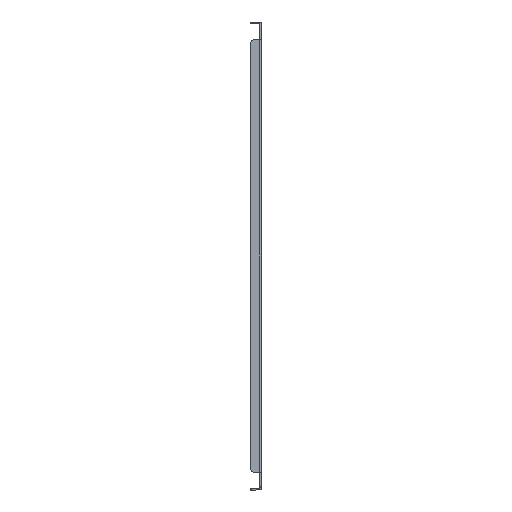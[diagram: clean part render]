
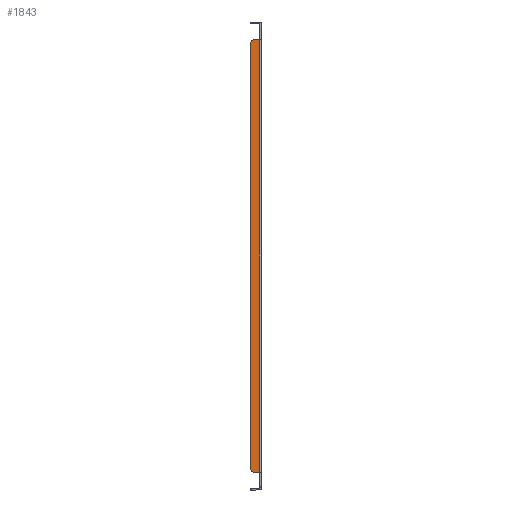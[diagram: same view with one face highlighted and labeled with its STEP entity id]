
A CAD part, left-side view. The second image highlights one B-rep face of the part: STEP entity #1843.
In plain terms, the highlighted planar face has unit normal (-1, 0, 0).
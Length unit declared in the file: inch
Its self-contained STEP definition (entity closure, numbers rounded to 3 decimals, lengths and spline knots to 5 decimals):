
#8 = ORIENTED_EDGE ( 'NONE', *, *, #1948, .F. ) ;
#56 = DIRECTION ( 'NONE',  ( 0., 0., -1. ) ) ;
#60 = DIRECTION ( 'NONE',  ( 0., 1., 0. ) ) ;
#62 = VERTEX_POINT ( 'NONE', #1997 ) ;
#74 = VECTOR ( 'NONE', #60, 39.37008 ) ;
#119 = CARTESIAN_POINT ( 'NONE',  ( -19.5, 0.125, 15.24842 ) ) ;
#139 = EDGE_CURVE ( 'NONE', #1275, #317, #622, .T. ) ;
#177 = EDGE_CURVE ( 'NONE', #62, #317, #1791, .T. ) ;
#184 = CARTESIAN_POINT ( 'NONE',  ( -19.5, 0.125, 15.24842 ) ) ;
#241 = VERTEX_POINT ( 'NONE', #1237 ) ;
#279 = VERTEX_POINT ( 'NONE', #2081 ) ;
#297 = CIRCLE ( 'NONE', #794, 0.25 ) ;
#315 = DIRECTION ( 'NONE',  ( 0., 0., -1. ) ) ;
#317 = VERTEX_POINT ( 'NONE', #563 ) ;
#337 = EDGE_CURVE ( 'NONE', #1275, #1450, #414, .T. ) ;
#371 = CARTESIAN_POINT ( 'NONE',  ( -19.5, 0.125, -15.24842 ) ) ;
#383 = ORIENTED_EDGE ( 'NONE', *, *, #1502, .F. ) ;
#414 = LINE ( 'NONE', #900, #74 ) ;
#489 = CARTESIAN_POINT ( 'NONE',  ( -19.5, 0.5, 15.24842 ) ) ;
#563 = CARTESIAN_POINT ( 'NONE',  ( -19.5, 0.125, -15.24842 ) ) ;
#588 = PLANE ( 'NONE',  #1397 ) ;
#622 = LINE ( 'NONE', #184, #1126 ) ;
#730 = FACE_OUTER_BOUND ( 'NONE', #1712, .T. ) ;
#756 = VECTOR ( 'NONE', #1556, 39.37008 ) ;
#794 = AXIS2_PLACEMENT_3D ( 'NONE', #833, #841, #315 ) ;
#798 = DIRECTION ( 'NONE',  ( 1., 0., 0. ) ) ;
#833 = CARTESIAN_POINT ( 'NONE',  ( -19.5, 0.5, 14.99842 ) ) ;
#841 = DIRECTION ( 'NONE',  ( 1., 0., 0. ) ) ;
#878 = EDGE_CURVE ( 'NONE', #279, #1450, #297, .T. ) ;
#900 = CARTESIAN_POINT ( 'NONE',  ( -19.5, 0.125, 15.24842 ) ) ;
#1027 = DIRECTION ( 'NONE',  ( 0., 0., 1. ) ) ;
#1126 = VECTOR ( 'NONE', #56, 39.37008 ) ;
#1131 = ORIENTED_EDGE ( 'NONE', *, *, #177, .T. ) ;
#1208 = AXIS2_PLACEMENT_3D ( 'NONE', #1980, #798, #1949 ) ;
#1237 = CARTESIAN_POINT ( 'NONE',  ( -19.5, 0.75, -14.99842 ) ) ;
#1255 = DIRECTION ( 'NONE',  ( 0., 1., 0. ) ) ;
#1275 = VERTEX_POINT ( 'NONE', #119 ) ;
#1360 = CIRCLE ( 'NONE', #1208, 0.25 ) ;
#1397 = AXIS2_PLACEMENT_3D ( 'NONE', #1933, #1781, #1255 ) ;
#1450 = VERTEX_POINT ( 'NONE', #489 ) ;
#1502 = EDGE_CURVE ( 'NONE', #241, #279, #1567, .T. ) ;
#1546 = CARTESIAN_POINT ( 'NONE',  ( -19.5, 0.75, 16.375 ) ) ;
#1556 = DIRECTION ( 'NONE',  ( 0., -1., 0. ) ) ;
#1567 = LINE ( 'NONE', #1546, #2058 ) ;
#1712 = EDGE_LOOP ( 'NONE', ( #8, #1131, #1895, #1737, #1817, #383 ) ) ;
#1737 = ORIENTED_EDGE ( 'NONE', *, *, #337, .T. ) ;
#1781 = DIRECTION ( 'NONE',  ( 1., 0., 0. ) ) ;
#1791 = LINE ( 'NONE', #371, #756 ) ;
#1817 = ORIENTED_EDGE ( 'NONE', *, *, #878, .F. ) ;
#1843 = ADVANCED_FACE ( 'NONE', ( #730 ), #588, .F. ) ;
#1895 = ORIENTED_EDGE ( 'NONE', *, *, #139, .F. ) ;
#1933 = CARTESIAN_POINT ( 'NONE',  ( -19.5, 0.09379, 16.375 ) ) ;
#1948 = EDGE_CURVE ( 'NONE', #62, #241, #1360, .T. ) ;
#1949 = DIRECTION ( 'NONE',  ( 0., 0., -1. ) ) ;
#1980 = CARTESIAN_POINT ( 'NONE',  ( -19.5, 0.5, -14.99842 ) ) ;
#1997 = CARTESIAN_POINT ( 'NONE',  ( -19.5, 0.5, -15.24842 ) ) ;
#2058 = VECTOR ( 'NONE', #1027, 39.37008 ) ;
#2081 = CARTESIAN_POINT ( 'NONE',  ( -19.5, 0.75, 14.99842 ) ) ;
